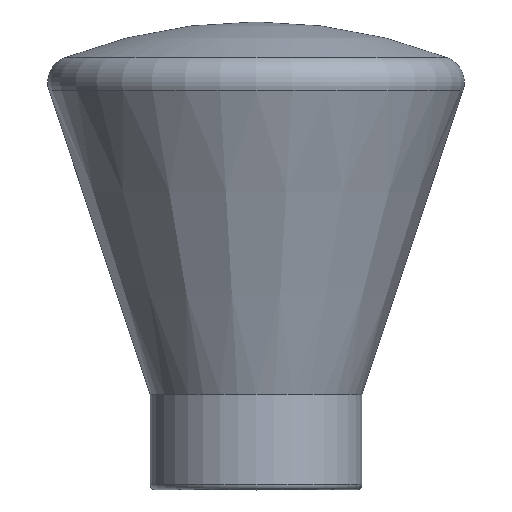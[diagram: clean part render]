
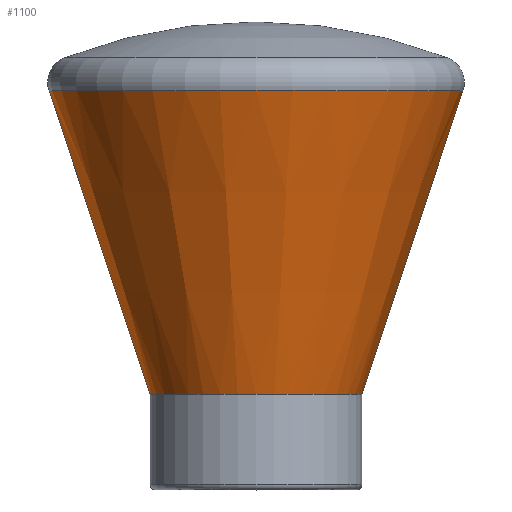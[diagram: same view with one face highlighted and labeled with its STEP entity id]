
A CAD part, top view. The second image highlights one B-rep face of the part: STEP entity #1100.
In plain terms, the highlighted conical face has half-angle 18.405 degrees and reference radius 11.723 mm.
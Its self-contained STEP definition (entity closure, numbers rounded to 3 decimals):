
#480=CARTESIAN_POINT('',(17.8,5.4,0.));
#490=VERTEX_POINT('',#480);
#650=CARTESIAN_POINT('',(5.8,5.4,0.));
#660=VERTEX_POINT('',#650);
#690=CARTESIAN_POINT('',(11.8,5.4,0.));
#700=DIRECTION('',(0.,1.,0.));
#710=DIRECTION('',(1.,0.,0.));
#720=AXIS2_PLACEMENT_3D('',#690,#700,#710);
#730=CIRCLE('',#720,6.);
#740=EDGE_CURVE('',#660,#490,#730,.T.);
#790=CARTESIAN_POINT('',(11.8,22.6,0.));
#800=DIRECTION('',(0.,1.,0.));
#810=DIRECTION('',(1.,0.,0.));
#820=AXIS2_PLACEMENT_3D('',#790,#800,#810);
#830=CONICAL_SURFACE('',#820,11.723,0.321);
#840=CARTESIAN_POINT('',(23.523,22.6,0.));
#850=DIRECTION('',(0.316,0.949,0.));
#860=VECTOR('',#850,37.131);
#870=LINE('',#840,#860);
#880=CARTESIAN_POINT('',(23.523,22.6,0.));
#890=VERTEX_POINT('',#880);
#900=EDGE_CURVE('',#490,#890,#870,.T.);
#910=ORIENTED_EDGE('',*,*,#900,.T.);
#920=ORIENTED_EDGE('',*,*,#740,.T.);
#930=CARTESIAN_POINT('',(0.077,22.6,
0.));
#940=DIRECTION('',(-0.316,0.949,
0.));
#950=VECTOR('',#940,37.131);
#960=LINE('',#930,#950);
#970=CARTESIAN_POINT('',(0.077,22.6,0.));
#980=VERTEX_POINT('',#970);
#990=EDGE_CURVE('',#660,#980,#960,.T.);
#1000=ORIENTED_EDGE('',*,*,#990,.F.);
#1010=CARTESIAN_POINT('',(11.8,22.6,0.));
#1020=DIRECTION('',(0.,1.,0.));
#1030=DIRECTION('',(1.,0.,0.));
#1040=AXIS2_PLACEMENT_3D('',#1010,#1020,#1030);
#1050=CIRCLE('',#1040,11.723);
#1060=EDGE_CURVE('',#980,#890,#1050,.T.);
#1070=ORIENTED_EDGE('',*,*,#1060,.F.);
#1080=EDGE_LOOP('',(#1070,#1000,#920,#910));
#1090=FACE_OUTER_BOUND('',#1080,.T.);
#1100=ADVANCED_FACE('',(#1090),#830,.T.);
